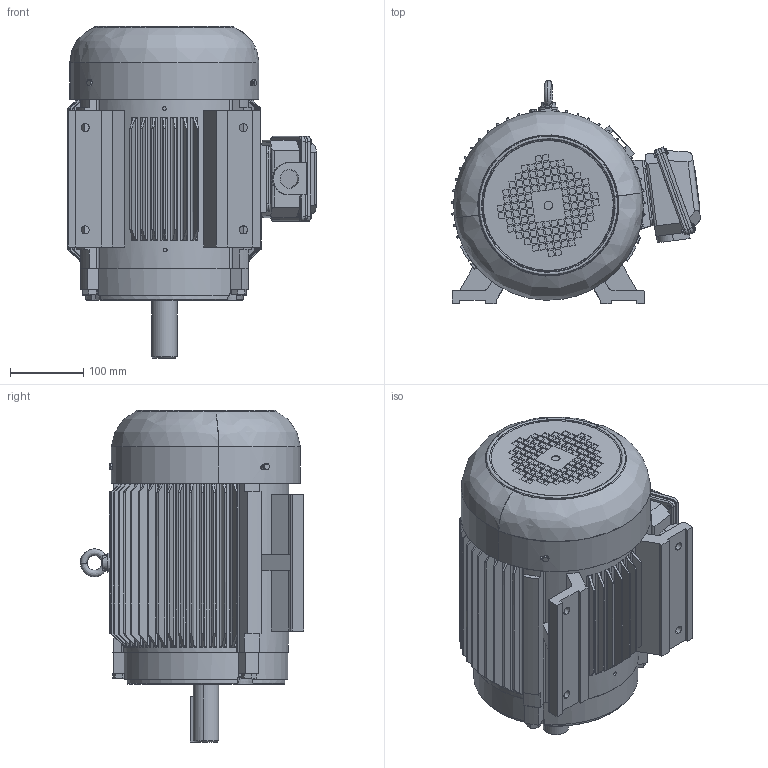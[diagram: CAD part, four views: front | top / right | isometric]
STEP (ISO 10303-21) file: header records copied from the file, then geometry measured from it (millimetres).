
FILE_DESCRIPTION (( 'STEP AP214' ), '1' );
FILE_NAME ('PEWWE-213TC fxt.STEP', '2023-10-18T15:07:27', ( '' ), ( '' ), 'SwSTEP 2.0', 'SolidWorks 2021', '' );
FILE_SCHEMA (( 'AUTOMOTIVE_DESIGN' ));
Length unit declared in the file: inch
Products named in the file (1): PEWWE-213TC fxt
Bounding box: 339.38 x 304.45 x 453 mm (x, y, z)
Volume: 4113215.1 mm3; surface area: 1235480.6 mm2
Topology: 19 solids, 19 shells, 1779 faces, 4539 edges, 2968 vertices
Faces by surface type: plane 1021, cylinder 485, cone 192, bspline 81
Entity records: 64239 total; most frequent: CARTESIAN_POINT 21796, ORIENTED_EDGE 9046, DIRECTION 8080, EDGE_CURVE 4523, VERTEX_POINT 2968, VECTOR 2830, LINE 2830, AXIS2_PLACEMENT_3D 2625
